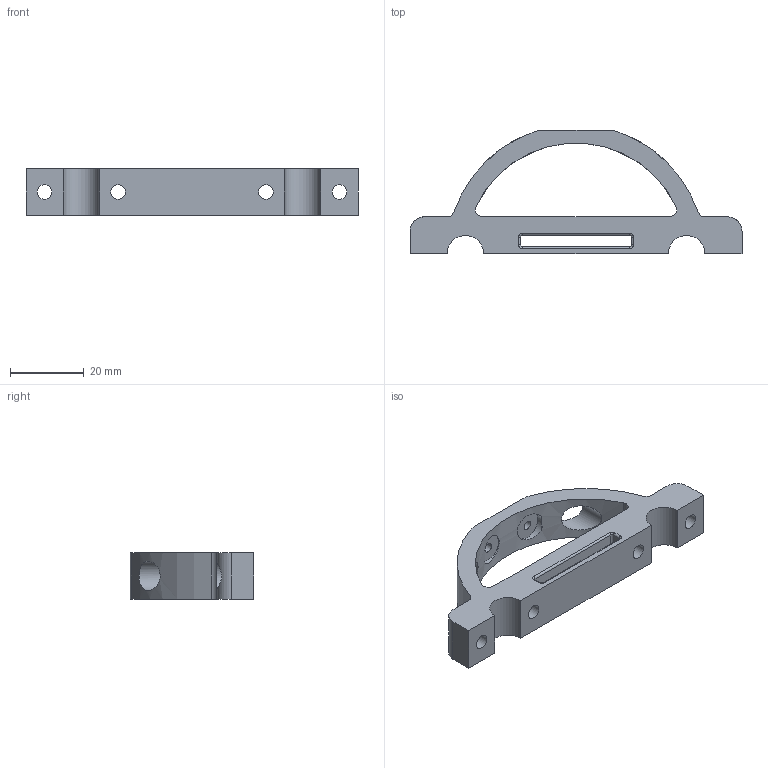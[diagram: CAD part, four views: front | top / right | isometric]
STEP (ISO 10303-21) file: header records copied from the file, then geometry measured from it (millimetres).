
FILE_DESCRIPTION(/* description */ (''),/* implementation_level */ '2;1');
FILE_NAME(/* name */ 'devFrame Box End Roll Cage Slot.step',/* time_stamp */ '2020-01-12T11:11:29-06:00',/* author */ (''),/* organization */ (''),/* preprocessor_version */ 'ST-DEVELOPER v18',/* originating_system */ 'Autodesk Translation Framework v8.12.0.6',/* authorisation */ '');
FILE_SCHEMA (('AUTOMOTIVE_DESIGN { 1 0 10303 214 3 1 1 }'));
Length unit declared in the file: millimetre
Products named in the file (1): devFrame Box End Roll Cage EXP
Bounding box: 90 x 33.49 x 12.5 mm (x, y, z)
Volume: 12180.3 mm3; surface area: 8155.7 mm2
Topology: 1 solids, 1 shells, 70 faces, 182 edges, 118 vertices
Faces by surface type: cylinder 39, plane 23, torus 8
Full cylindrical faces by diameter (mm): 2.5 x2, 4 x4, 8 x8
Entity records: 2465 total; most frequent: CARTESIAN_POINT 619, DIRECTION 396, ORIENTED_EDGE 364, EDGE_CURVE 182, AXIS2_PLACEMENT_3D 157, VERTEX_POINT 118, EDGE_LOOP 94, CIRCLE 86
